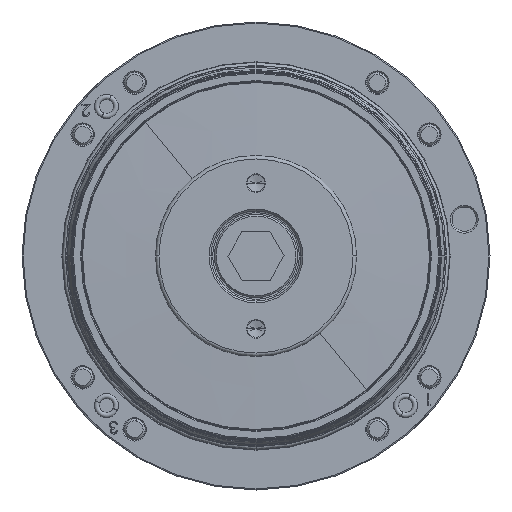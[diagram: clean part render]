
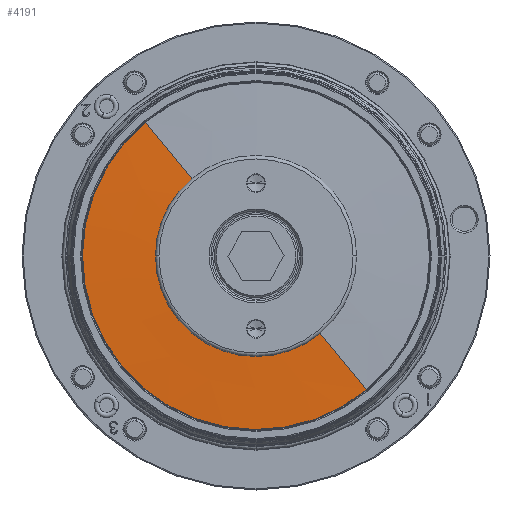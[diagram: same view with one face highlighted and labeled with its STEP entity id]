
A CAD part, front view. The second image highlights one B-rep face of the part: STEP entity #4191.
In plain terms, the highlighted conical face has half-angle 87.853 degrees and reference radius 50.05 mm.
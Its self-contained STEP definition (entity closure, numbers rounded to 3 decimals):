
#1251 = VERTEX_POINT ( 'NONE', #8021 ) ;
#1670 = VERTEX_POINT ( 'NONE', #28576 ) ;
#1687 = CIRCLE ( 'NONE', #20530, 26.057 ) ;
#1795 = ORIENTED_EDGE ( 'NONE', *, *, #21027, .T. ) ;
#1925 = AXIS2_PLACEMENT_3D ( 'NONE', #17349, #3232, #19758 ) ;
#3232 = DIRECTION ( 'NONE',  ( 0., -1., 0. ) ) ;
#3619 = AXIS2_PLACEMENT_3D ( 'NONE', #11880, #28277, #14213 ) ;
#4191 = ADVANCED_FACE ( 'NONE', ( #27721 ), #6762, .T. ) ;
#4388 = VECTOR ( 'NONE', #5582, 1000. ) ;
#5484 = CARTESIAN_POINT ( 'NONE',  ( -31.866, -81.339, 38.595 ) ) ;
#5520 = DIRECTION ( 'NONE',  ( 0.637, 0., -0.771 ) ) ;
#5582 = DIRECTION ( 'NONE',  ( -0.636, 0.037, 0.771 ) ) ;
#6224 = CARTESIAN_POINT ( 'NONE',  ( 31.866, -81.339, -38.595 ) ) ;
#6675 = AXIS2_PLACEMENT_3D ( 'NONE', #24243, #10150, #5520 ) ;
#6762 = CONICAL_SURFACE ( 'NONE', #6675, 50.05, 1.533 ) ;
#7969 = VERTEX_POINT ( 'NONE', #11080 ) ;
#8021 = CARTESIAN_POINT ( 'NONE',  ( 16.59, -82.238, -20.093 ) ) ;
#10150 = DIRECTION ( 'NONE',  ( 0., 1., 0. ) ) ;
#10417 = CARTESIAN_POINT ( 'NONE',  ( -31.866, -81.339, 38.595 ) ) ;
#10643 = LINE ( 'NONE', #5484, #4388 ) ;
#11080 = CARTESIAN_POINT ( 'NONE',  ( 31.866, -81.339, -38.595 ) ) ;
#11880 = CARTESIAN_POINT ( 'NONE',  ( 0., -82.238, 0. ) ) ;
#12944 = DIRECTION ( 'NONE',  ( 0., -1., 0. ) ) ;
#14118 = EDGE_LOOP ( 'NONE', ( #20806, #20493, #1795, #23260, #23938 ) ) ;
#14213 = DIRECTION ( 'NONE',  ( 0., 0., 1. ) ) ;
#15203 = EDGE_CURVE ( 'NONE', #28128, #1670, #1687, .T. ) ;
#15314 = CIRCLE ( 'NONE', #1925, 50.05 ) ;
#15348 = VECTOR ( 'NONE', #25146, 1000. ) ;
#16144 = CARTESIAN_POINT ( 'NONE',  ( -16.59, -82.238, 20.093 ) ) ;
#17349 = CARTESIAN_POINT ( 'NONE',  ( 0., -81.339, 0. ) ) ;
#18947 = EDGE_CURVE ( 'NONE', #1670, #1251, #29331, .T. ) ;
#19758 = DIRECTION ( 'NONE',  ( -0.637, 0., 0.771 ) ) ;
#20493 = ORIENTED_EDGE ( 'NONE', *, *, #25903, .T. ) ;
#20530 = AXIS2_PLACEMENT_3D ( 'NONE', #26965, #12944, #29321 ) ;
#20792 = EDGE_CURVE ( 'NONE', #1251, #7969, #21628, .T. ) ;
#20806 = ORIENTED_EDGE ( 'NONE', *, *, #15203, .F. ) ;
#21027 = EDGE_CURVE ( 'NONE', #22243, #7969, #15314, .T. ) ;
#21628 = LINE ( 'NONE', #6224, #15348 ) ;
#22243 = VERTEX_POINT ( 'NONE', #10417 ) ;
#23260 = ORIENTED_EDGE ( 'NONE', *, *, #20792, .F. ) ;
#23938 = ORIENTED_EDGE ( 'NONE', *, *, #18947, .F. ) ;
#24243 = CARTESIAN_POINT ( 'NONE',  ( 0., -81.339, 0. ) ) ;
#25146 = DIRECTION ( 'NONE',  ( 0.636, 0.037, -0.771 ) ) ;
#25903 = EDGE_CURVE ( 'NONE', #28128, #22243, #10643, .T. ) ;
#26965 = CARTESIAN_POINT ( 'NONE',  ( 0., -82.238, 0. ) ) ;
#27721 = FACE_OUTER_BOUND ( 'NONE', #14118, .T. ) ;
#28128 = VERTEX_POINT ( 'NONE', #16144 ) ;
#28277 = DIRECTION ( 'NONE',  ( 0., -1., 0. ) ) ;
#28576 = CARTESIAN_POINT ( 'NONE',  ( 0., -82.238, -26.057 ) ) ;
#29321 = DIRECTION ( 'NONE',  ( 0., 0., 1. ) ) ;
#29331 = CIRCLE ( 'NONE', #3619, 26.057 ) ;
